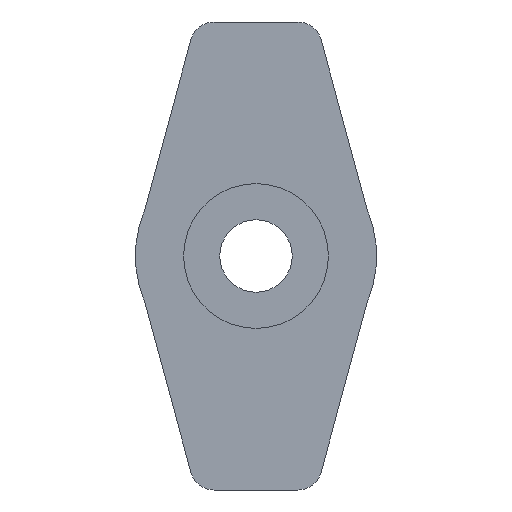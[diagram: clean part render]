
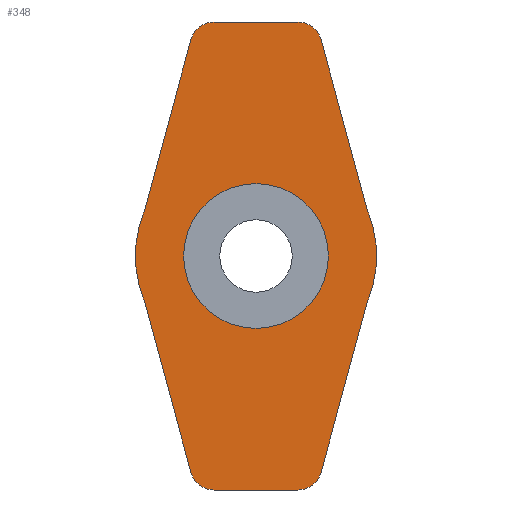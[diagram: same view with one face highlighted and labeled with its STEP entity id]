
A CAD part, front view. The second image highlights one B-rep face of the part: STEP entity #348.
In plain terms, the highlighted planar face has unit normal (0, -1, 0).
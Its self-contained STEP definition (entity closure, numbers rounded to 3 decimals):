
#15=LINE('',#527,#39);
#20=LINE('',#541,#44);
#24=LINE('',#553,#48);
#28=LINE('',#565,#52);
#32=LINE('',#577,#56);
#36=LINE('',#589,#60);
#39=VECTOR('',#426,7.211);
#44=VECTOR('',#439,3.469);
#48=VECTOR('',#451,7.211);
#52=VECTOR('',#463,7.211);
#56=VECTOR('',#475,3.469);
#60=VECTOR('',#487,7.211);
#73=PLANE('',#391);
#82=FACE_BOUND('',#133,.T.);
#103=FACE_OUTER_BOUND('',#132,.T.);
#132=EDGE_LOOP('',(#305,#306,#307,#308,#309,#310,#311,#312,#313,#314,#315,
#316));
#133=EDGE_LOOP('',(#317));
#137=CIRCLE('',#356,3.);
#142=CIRCLE('',#368,1.);
#144=CIRCLE('',#372,1.);
#146=CIRCLE('',#376,5.);
#148=CIRCLE('',#380,1.);
#150=CIRCLE('',#384,1.);
#152=CIRCLE('',#388,5.);
#157=VERTEX_POINT('',#509);
#162=VERTEX_POINT('',#525);
#163=VERTEX_POINT('',#526);
#166=VERTEX_POINT('',#534);
#168=VERTEX_POINT('',#540);
#170=VERTEX_POINT('',#546);
#172=VERTEX_POINT('',#552);
#174=VERTEX_POINT('',#558);
#176=VERTEX_POINT('',#564);
#178=VERTEX_POINT('',#570);
#180=VERTEX_POINT('',#576);
#182=VERTEX_POINT('',#582);
#184=VERTEX_POINT('',#588);
#189=EDGE_CURVE('',#157,#157,#137,.T.);
#194=EDGE_CURVE('',#162,#163,#15,.T.);
#198=EDGE_CURVE('',#166,#162,#142,.T.);
#201=EDGE_CURVE('',#168,#166,#20,.T.);
#204=EDGE_CURVE('',#170,#168,#144,.T.);
#207=EDGE_CURVE('',#172,#170,#24,.T.);
#210=EDGE_CURVE('',#174,#172,#146,.T.);
#213=EDGE_CURVE('',#176,#174,#28,.T.);
#216=EDGE_CURVE('',#178,#176,#148,.T.);
#219=EDGE_CURVE('',#180,#178,#32,.T.);
#222=EDGE_CURVE('',#182,#180,#150,.T.);
#225=EDGE_CURVE('',#184,#182,#36,.T.);
#228=EDGE_CURVE('',#163,#184,#152,.T.);
#305=ORIENTED_EDGE('',*,*,#210,.F.);
#306=ORIENTED_EDGE('',*,*,#213,.F.);
#307=ORIENTED_EDGE('',*,*,#216,.F.);
#308=ORIENTED_EDGE('',*,*,#219,.F.);
#309=ORIENTED_EDGE('',*,*,#222,.F.);
#310=ORIENTED_EDGE('',*,*,#225,.F.);
#311=ORIENTED_EDGE('',*,*,#228,.F.);
#312=ORIENTED_EDGE('',*,*,#194,.F.);
#313=ORIENTED_EDGE('',*,*,#198,.F.);
#314=ORIENTED_EDGE('',*,*,#201,.F.);
#315=ORIENTED_EDGE('',*,*,#204,.F.);
#316=ORIENTED_EDGE('',*,*,#207,.F.);
#317=ORIENTED_EDGE('',*,*,#189,.T.);
#348=ADVANCED_FACE('',(#103,#82),#73,.T.);
#356=AXIS2_PLACEMENT_3D('',#510,#404,#405);
#368=AXIS2_PLACEMENT_3D('',#535,#432,#433);
#372=AXIS2_PLACEMENT_3D('',#547,#444,#445);
#376=AXIS2_PLACEMENT_3D('',#559,#456,#457);
#380=AXIS2_PLACEMENT_3D('',#571,#468,#469);
#384=AXIS2_PLACEMENT_3D('',#583,#480,#481);
#388=AXIS2_PLACEMENT_3D('',#594,#492,#493);
#391=AXIS2_PLACEMENT_3D('',#597,#498,#499);
#404=DIRECTION('center_axis',(0.,1.,0.));
#405=DIRECTION('ref_axis',(-1.,0.,0.));
#426=DIRECTION('',(0.261,0.,-0.965));
#432=DIRECTION('center_axis',(0.,1.,0.));
#433=DIRECTION('ref_axis',(0.,0.,1.));
#439=DIRECTION('',(1.,0.,0.));
#444=DIRECTION('center_axis',(0.,1.,0.));
#445=DIRECTION('ref_axis',(-0.965,0.,0.261));
#451=DIRECTION('',(0.261,0.,0.965));
#456=DIRECTION('center_axis',(0.,1.,0.));
#457=DIRECTION('ref_axis',(-0.917,0.,-0.4));
#463=DIRECTION('',(-0.261,0.,0.965));
#468=DIRECTION('center_axis',(0.,1.,0.));
#469=DIRECTION('ref_axis',(0.,0.,-1.));
#475=DIRECTION('',(-1.,0.,0.));
#480=DIRECTION('center_axis',(0.,1.,0.));
#481=DIRECTION('ref_axis',(0.965,0.,-0.261));
#487=DIRECTION('',(-0.261,0.,-0.965));
#492=DIRECTION('center_axis',(0.,1.,0.));
#493=DIRECTION('ref_axis',(0.917,0.,0.4));
#498=DIRECTION('center_axis',(0.,-1.,0.));
#499=DIRECTION('ref_axis',(0.,0.,-1.));
#509=CARTESIAN_POINT('',(3.,0.,0.));
#510=CARTESIAN_POINT('Origin',(0.,0.,0.));
#525=CARTESIAN_POINT('',(2.7,0.,8.961));
#526=CARTESIAN_POINT('',(4.583,0.,2.));
#527=CARTESIAN_POINT('',(2.7,0.,8.961));
#534=CARTESIAN_POINT('',(1.735,0.,9.7));
#535=CARTESIAN_POINT('Origin',(1.735,0.,8.7));
#540=CARTESIAN_POINT('',(-1.735,0.,9.7));
#541=CARTESIAN_POINT('',(-1.735,0.,9.7));
#546=CARTESIAN_POINT('',(-2.7,0.,8.961));
#547=CARTESIAN_POINT('Origin',(-1.735,0.,8.7));
#552=CARTESIAN_POINT('',(-4.583,0.,2.));
#553=CARTESIAN_POINT('',(-4.583,0.,2.));
#558=CARTESIAN_POINT('',(-4.583,0.,-2.));
#559=CARTESIAN_POINT('Origin',(0.,0.,0.));
#564=CARTESIAN_POINT('',(-2.7,0.,-8.961));
#565=CARTESIAN_POINT('',(-2.7,0.,-8.961));
#570=CARTESIAN_POINT('',(-1.735,0.,-9.7));
#571=CARTESIAN_POINT('Origin',(-1.735,0.,-8.7));
#576=CARTESIAN_POINT('',(1.735,0.,-9.7));
#577=CARTESIAN_POINT('',(1.735,0.,-9.7));
#582=CARTESIAN_POINT('',(2.7,0.,-8.961));
#583=CARTESIAN_POINT('Origin',(1.735,0.,-8.7));
#588=CARTESIAN_POINT('',(4.583,0.,-2.));
#589=CARTESIAN_POINT('',(4.583,0.,-2.));
#594=CARTESIAN_POINT('Origin',(0.,0.,0.));
#597=CARTESIAN_POINT('Origin',(0.,0.,-4.078));
